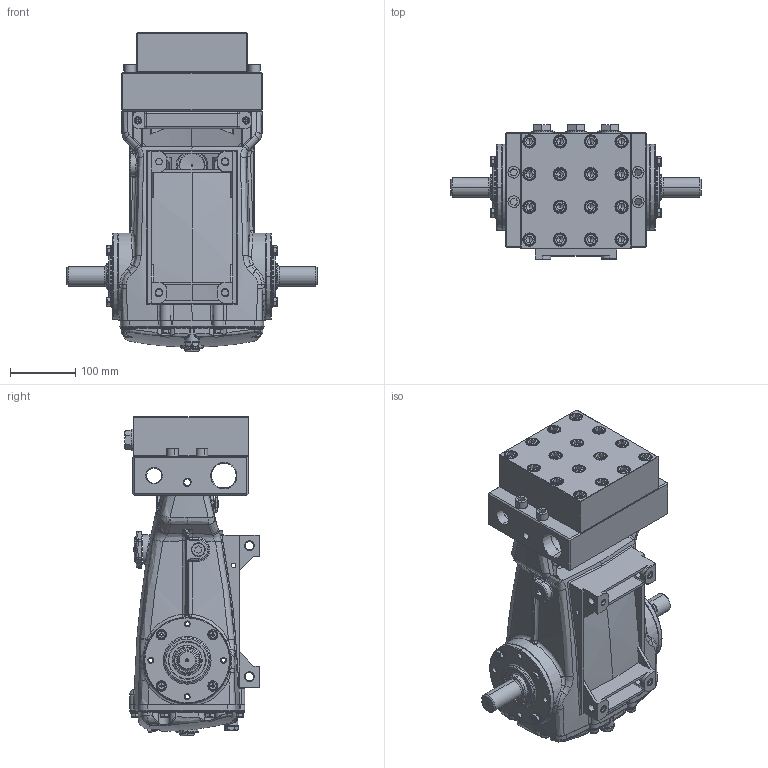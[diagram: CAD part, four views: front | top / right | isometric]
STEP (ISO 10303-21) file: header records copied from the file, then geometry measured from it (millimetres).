
FILE_DESCRIPTION (( 'STEP AP203' ), '1' );
FILE_NAME ('2831K.STEP', '2022-02-04T14:33:57', ( '' ), ( '' ), 'SwSTEP 2.0', 'SolidWorks 2021', '' );
FILE_SCHEMA (( 'CONFIG_CONTROL_DESIGN' ));
Products named in the file (1): 2831K
Bounding box: 382 x 205.17 x 488.44 mm (x, y, z)
Surface area: 668573.7 mm2 (no closed solid volume)
Topology: 0 solids, 69 shells, 2001 faces, 6309 edges, 4169 vertices
Faces by surface type: plane 696, cylinder 687, bspline 262, cone 188, torus 147, sphere 21
Entity records: 89240 total; most frequent: CARTESIAN_POINT 36002, DIRECTION 11042, ORIENTED_EDGE 10288, EDGE_CURVE 6256, VERTEX_POINT 4169, AXIS2_PLACEMENT_3D 4151, VECTOR 2740, LINE 2740
